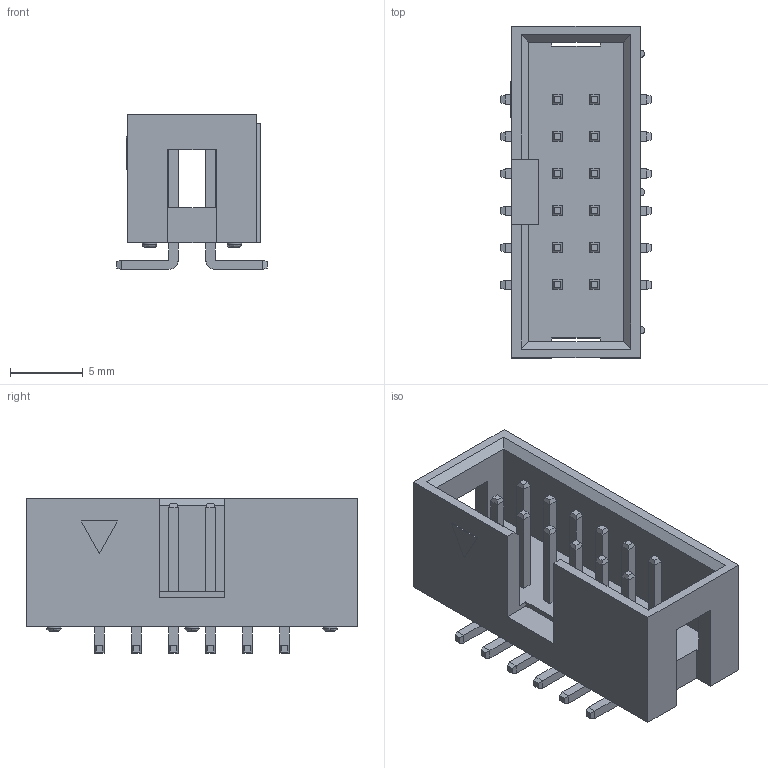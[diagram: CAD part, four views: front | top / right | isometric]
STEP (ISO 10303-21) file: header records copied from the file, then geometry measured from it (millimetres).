
FILE_DESCRIPTION(/* description */ (''),/* implementation_level */ '2;1');
FILE_NAME(/* name */ 'idc2x06_sm',/* time_stamp */ '2020-03-23T00:35:01-03:00',/* author */ (''),/* organization */ (''),/* preprocessor_version */ 'ST-DEVELOPER v10',/* originating_system */ '',/* authorisation */ '');
FILE_SCHEMA (('AUTOMOTIVE_DESIGN'));
Length unit declared in the file: inch
Products named in the file (1): 1
Bounding box: 10.3 x 22.74 x 10.62 mm (x, y, z)
Volume: 872.8 mm3; surface area: 1574.7 mm2
Topology: 1 solids, 1 shells, 330 faces, 791 edges, 490 vertices
Faces by surface type: plane 288, bspline 42
Entity records: 8451 total; most frequent: CARTESIAN_POINT 2929, ORIENTED_EDGE 1582, EDGE_CURVE 791, B_SPLINE_CURVE_WITH_KNOTS 707, VERTEX_POINT 490, EDGE_LOOP 361, ADVANCED_FACE 330, FACE_OUTER_BOUND 330
